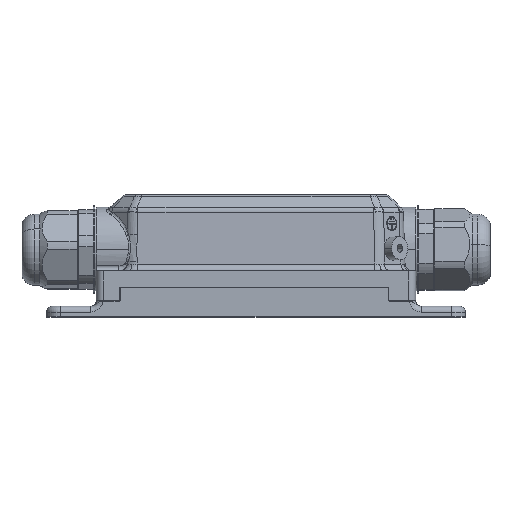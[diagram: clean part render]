
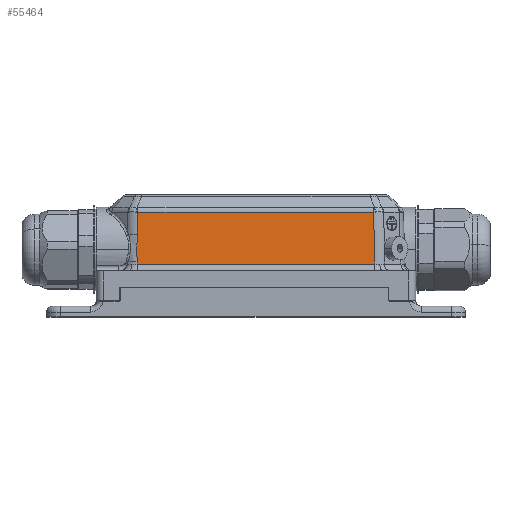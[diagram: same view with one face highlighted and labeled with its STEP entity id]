
A CAD part, top view. The second image highlights one B-rep face of the part: STEP entity #55464.
In plain terms, the highlighted planar face has unit normal (0, 0.035, 0.999).
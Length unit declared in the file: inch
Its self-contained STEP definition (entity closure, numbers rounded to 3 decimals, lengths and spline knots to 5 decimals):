
#1609 = B_SPLINE_CURVE_WITH_KNOTS ( 'NONE', 3,
 ( #70978, #20331, #44968, #64458, #15045, #2475, #27204, #44559, #15447, #8590, #38561, #69766, #63266, #32055 ),
 .UNSPECIFIED., .F., .F.,
 ( 4, 2, 2, 2, 2, 2, 4 ),
 ( 0., 0.00246, 0.00369, 0.00491, 0.00614, 0.00737, 0.00983 ),
 .UNSPECIFIED. ) ;
#2237 = VERTEX_POINT ( 'NONE', #29349 ) ;
#2475 = CARTESIAN_POINT ( 'NONE',  ( -1.68046, 1.00228, 1.27501 ) ) ;
#3597 = EDGE_CURVE ( 'NONE', #2237, #64703, #19526, .T. ) ;
#4435 = CARTESIAN_POINT ( 'NONE',  ( -1.67629, 0.6488, 1.28736 ) ) ;
#6882 = DIRECTION ( 'NONE',  ( 0., -0.999, 0.035 ) ) ;
#7915 = EDGE_CURVE ( 'NONE', #56013, #76541, #1609, .T. ) ;
#8590 = CARTESIAN_POINT ( 'NONE',  ( -1.6799, 0.90558, 1.27839 ) ) ;
#8930 = DIRECTION ( 'NONE',  ( -1., 0., 0. ) ) ;
#10194 = DIRECTION ( 'NONE',  ( 1., 0., 0. ) ) ;
#10286 = ORIENTED_EDGE ( 'NONE', *, *, #57827, .T. ) ;
#12952 = PLANE ( 'NONE',  #39118 ) ;
#14989 = EDGE_CURVE ( 'NONE', #72413, #2237, #75977, .T. ) ;
#15045 = CARTESIAN_POINT ( 'NONE',  ( -1.67808, 1.03446, 1.27389 ) ) ;
#15447 = CARTESIAN_POINT ( 'NONE',  ( -1.68136, 0.93784, 1.27726 ) ) ;
#18734 = CARTESIAN_POINT ( 'NONE',  ( 1.67054, 0.69955, 1.28558 ) ) ;
#19465 = FACE_OUTER_BOUND ( 'NONE', #22732, .T. ) ;
#19526 = LINE ( 'NONE', #18734, #22600 ) ;
#19817 = ORIENTED_EDGE ( 'NONE', *, *, #14989, .T. ) ;
#20331 = CARTESIAN_POINT ( 'NONE',  ( -1.66931, 1.13096, 1.27052 ) ) ;
#21735 = EDGE_CURVE ( 'NONE', #64733, #56013, #42474, .T. ) ;
#22600 = VECTOR ( 'NONE', #43372, 39.37008 ) ;
#22732 = EDGE_LOOP ( 'NONE', ( #10286, #19817, #71516, #65664, #60380, #44796 ) ) ;
#25518 = CARTESIAN_POINT ( 'NONE',  ( -1.67487, 0.74651, 1.28394 ) ) ;
#25579 = CARTESIAN_POINT ( 'NONE',  ( -1.67629, 0.6488, 1.28736 ) ) ;
#27204 = CARTESIAN_POINT ( 'NONE',  ( -1.68127, 0.98618, 1.27557 ) ) ;
#29349 = CARTESIAN_POINT ( 'NONE',  ( 1.66986, 0.74651, 1.28394 ) ) ;
#32055 = CARTESIAN_POINT ( 'NONE',  ( -1.67444, 0.77646, 1.2829 ) ) ;
#33600 = CARTESIAN_POINT ( 'NONE',  ( -1.66373, 1.47781, 1.25841 ) ) ;
#38543 = DIRECTION ( 'NONE',  ( -0.014, -0.999, 0.035 ) ) ;
#38561 = CARTESIAN_POINT ( 'NONE',  ( -1.67883, 0.88944, 1.27895 ) ) ;
#39118 = AXIS2_PLACEMENT_3D ( 'NONE', #69685, #62363, #6882 ) ;
#39342 = CARTESIAN_POINT ( 'NONE',  ( 1.65928, 1.47781, 1.25841 ) ) ;
#42474 = LINE ( 'NONE', #4435, #44381 ) ;
#43372 = DIRECTION ( 'NONE',  ( -0.014, 0.999, -0.035 ) ) ;
#44381 = VECTOR ( 'NONE', #47276, 39.37008 ) ;
#44559 = CARTESIAN_POINT ( 'NONE',  ( -1.68172, 0.95396, 1.2767 ) ) ;
#44796 = ORIENTED_EDGE ( 'NONE', *, *, #7915, .T. ) ;
#44968 = CARTESIAN_POINT ( 'NONE',  ( -1.67202, 1.09879, 1.27164 ) ) ;
#45071 = CARTESIAN_POINT ( 'NONE',  ( 1.67125, 0.74651, 1.28394 ) ) ;
#46383 = VECTOR ( 'NONE', #38543, 39.37008 ) ;
#46551 = VECTOR ( 'NONE', #10194, 39.37008 ) ;
#47276 = DIRECTION ( 'NONE',  ( -0.014, -0.999, 0.035 ) ) ;
#49014 = EDGE_CURVE ( 'NONE', #64703, #64733, #69711, .T. ) ;
#55464 = ADVANCED_FACE ( 'NONE', ( #19465 ), #12952, .T. ) ;
#55477 = CARTESIAN_POINT ( 'NONE',  ( -1.66885, 1.16318, 1.26939 ) ) ;
#56013 = VERTEX_POINT ( 'NONE', #55477 ) ;
#56478 = VECTOR ( 'NONE', #8930, 39.37008 ) ;
#57827 = EDGE_CURVE ( 'NONE', #76541, #72413, #75050, .T. ) ;
#60380 = ORIENTED_EDGE ( 'NONE', *, *, #21735, .T. ) ;
#62363 = DIRECTION ( 'NONE',  ( 0., 0.035, 0.999 ) ) ;
#63266 = CARTESIAN_POINT ( 'NONE',  ( -1.67397, 0.80877, 1.28177 ) ) ;
#63642 = CARTESIAN_POINT ( 'NONE',  ( -1.6643, 1.47781, 1.25841 ) ) ;
#64458 = CARTESIAN_POINT ( 'NONE',  ( -1.67654, 1.05054, 1.27333 ) ) ;
#64703 = VERTEX_POINT ( 'NONE', #39342 ) ;
#64733 = VERTEX_POINT ( 'NONE', #63642 ) ;
#65664 = ORIENTED_EDGE ( 'NONE', *, *, #49014, .T. ) ;
#69685 = CARTESIAN_POINT ( 'NONE',  ( -1.75906, 0.65, 1.28731 ) ) ;
#69711 = LINE ( 'NONE', #33600, #56478 ) ;
#69766 = CARTESIAN_POINT ( 'NONE',  ( -1.67572, 0.84103, 1.28064 ) ) ;
#70978 = CARTESIAN_POINT ( 'NONE',  ( -1.66885, 1.16318, 1.26939 ) ) ;
#71516 = ORIENTED_EDGE ( 'NONE', *, *, #3597, .T. ) ;
#71630 = CARTESIAN_POINT ( 'NONE',  ( -1.67444, 0.77646, 1.2829 ) ) ;
#72413 = VERTEX_POINT ( 'NONE', #25518 ) ;
#75050 = LINE ( 'NONE', #25579, #46383 ) ;
#75977 = LINE ( 'NONE', #45071, #46551 ) ;
#76541 = VERTEX_POINT ( 'NONE', #71630 ) ;
